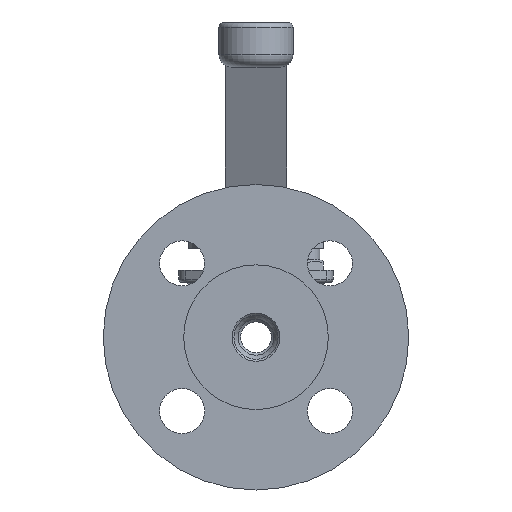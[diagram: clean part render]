
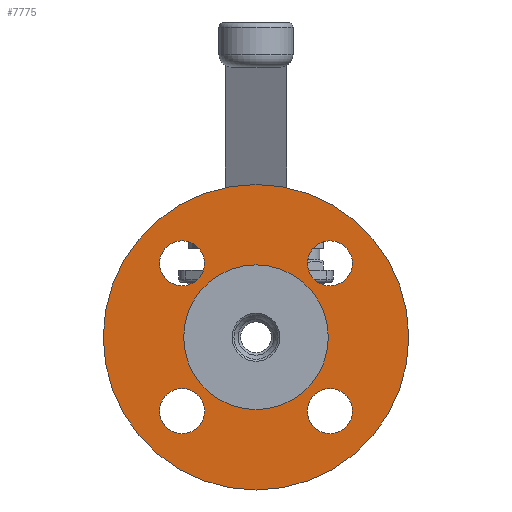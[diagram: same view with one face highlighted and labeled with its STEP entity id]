
A CAD part, front view. The second image highlights one B-rep face of the part: STEP entity #7775.
In plain terms, the highlighted planar face has unit normal (0, -1, 0).
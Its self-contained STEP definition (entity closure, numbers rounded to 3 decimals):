
#177=CARTESIAN_POINT('',(-22.981,-67.36,15.981));
#178=VERTEX_POINT('',#177);
#179=CARTESIAN_POINT('',(-22.981,-67.36,22.981));
#180=DIRECTION('',(0.0,1.0,0.0));
#181=DIRECTION('',(0.0,0.0,1.0));
#182=AXIS2_PLACEMENT_3D('',#179,#180,#181);
#183=CIRCLE('',#182,7.);
#184=EDGE_CURVE('',#178,#178,#183,.T.);
#205=CARTESIAN_POINT('',(-15.981,-67.36,-22.981));
#206=VERTEX_POINT('',#205);
#207=CARTESIAN_POINT('',(-22.981,-67.36,-22.981));
#208=DIRECTION('',(0.0,1.0,0.0));
#209=DIRECTION('',(-1.0,0.0,0.0));
#210=AXIS2_PLACEMENT_3D('',#207,#208,#209);
#211=CIRCLE('',#210,7.);
#212=EDGE_CURVE('',#206,#206,#211,.T.);
#233=CARTESIAN_POINT('',(22.981,-67.36,-15.981));
#234=VERTEX_POINT('',#233);
#235=CARTESIAN_POINT('',(22.981,-67.36,-22.981));
#236=DIRECTION('',(0.0,1.0,0.0));
#237=DIRECTION('',(0.0,0.0,-1.0));
#238=AXIS2_PLACEMENT_3D('',#235,#236,#237);
#239=CIRCLE('',#238,7.);
#240=EDGE_CURVE('',#234,#234,#239,.T.);
#261=CARTESIAN_POINT('',(15.981,-67.36,22.981));
#262=VERTEX_POINT('',#261);
#263=CARTESIAN_POINT('',(22.981,-67.36,22.981));
#264=DIRECTION('',(0.0,1.0,0.0));
#265=DIRECTION('',(1.0,0.0,0.0));
#266=AXIS2_PLACEMENT_3D('',#263,#264,#265);
#267=CIRCLE('',#266,7.);
#268=EDGE_CURVE('',#262,#262,#267,.T.);
#7729=CARTESIAN_POINT('',(0.0,-67.36,22.5));
#7730=VERTEX_POINT('',#7729);
#7731=CARTESIAN_POINT('',(0.0,-67.36,0.0));
#7732=DIRECTION('',(0.0,1.0,0.0));
#7733=DIRECTION('',(0.0,0.0,1.0));
#7734=AXIS2_PLACEMENT_3D('',#7731,#7732,#7733);
#7735=CIRCLE('',#7734,22.5);
#7736=EDGE_CURVE('',#7730,#7730,#7735,.T.);
#7744=CARTESIAN_POINT('',(0.0,-67.36,35.));
#7745=DIRECTION('',(0.0,-1.0,0.0));
#7746=DIRECTION('',(0.0,0.0,-1.0));
#7747=AXIS2_PLACEMENT_3D('',#7744,#7745,#7746);
#7748=PLANE('',#7747);
#7749=CARTESIAN_POINT('',(0.0,-67.36,47.5));
#7750=VERTEX_POINT('',#7749);
#7751=CARTESIAN_POINT('',(0.0,-67.36,0.0));
#7752=DIRECTION('',(0.0,1.0,0.0));
#7753=DIRECTION('',(0.0,0.0,1.0));
#7754=AXIS2_PLACEMENT_3D('',#7751,#7752,#7753);
#7755=CIRCLE('',#7754,47.5);
#7756=EDGE_CURVE('',#7750,#7750,#7755,.T.);
#7757=ORIENTED_EDGE('',*,*,#7756,.F.);
#7758=EDGE_LOOP('',(#7757));
#7759=FACE_OUTER_BOUND('',#7758,.T.);
#7760=ORIENTED_EDGE('',*,*,#184,.T.);
#7761=EDGE_LOOP('',(#7760));
#7762=FACE_BOUND('',#7761,.T.);
#7763=ORIENTED_EDGE('',*,*,#212,.T.);
#7764=EDGE_LOOP('',(#7763));
#7765=FACE_BOUND('',#7764,.T.);
#7766=ORIENTED_EDGE('',*,*,#240,.T.);
#7767=EDGE_LOOP('',(#7766));
#7768=FACE_BOUND('',#7767,.T.);
#7769=ORIENTED_EDGE('',*,*,#268,.T.);
#7770=EDGE_LOOP('',(#7769));
#7771=FACE_BOUND('',#7770,.T.);
#7772=ORIENTED_EDGE('',*,*,#7736,.T.);
#7773=EDGE_LOOP('',(#7772));
#7774=FACE_BOUND('',#7773,.T.);
#7775=ADVANCED_FACE('',(#7759,#7762,#7765,#7768,#7771,#7774),#7748,.T.);
